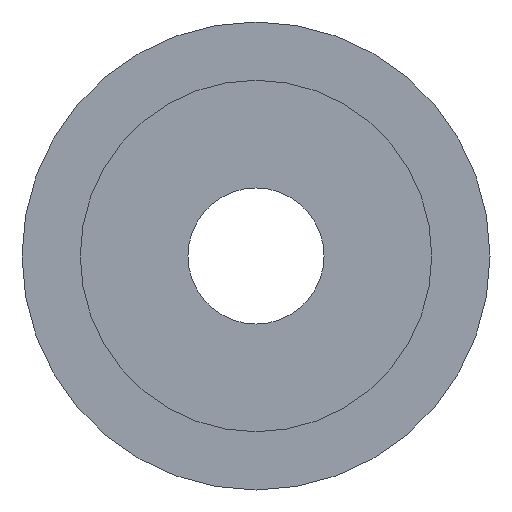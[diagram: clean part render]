
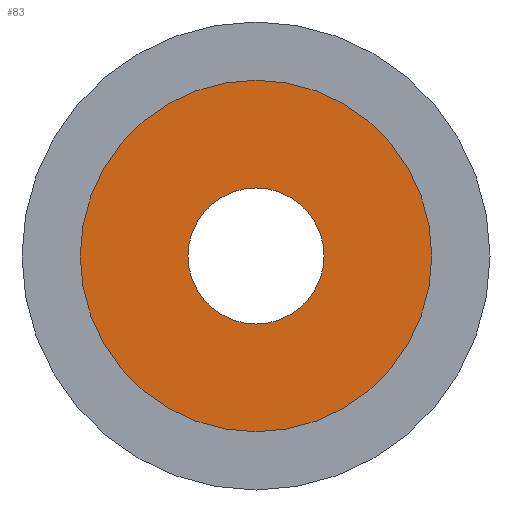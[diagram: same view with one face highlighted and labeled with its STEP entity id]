
A CAD part, front view. The second image highlights one B-rep face of the part: STEP entity #83.
In plain terms, the highlighted planar face has unit normal (0, -1, 0).
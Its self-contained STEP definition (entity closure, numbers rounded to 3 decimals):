
#6 = VERTEX_POINT ( 'NONE', #494 ) ;
#7 = DIRECTION ( 'NONE',  ( 0., -1., 0. ) ) ;
#11 = VERTEX_POINT ( 'NONE', #58 ) ;
#46 = FACE_BOUND ( 'NONE', #596, .T. ) ;
#58 = CARTESIAN_POINT ( 'NONE',  ( 0., 2.5, -8. ) ) ;
#70 = CIRCLE ( 'NONE', #257, 8. ) ;
#72 = PLANE ( 'NONE',  #369 ) ;
#83 = ADVANCED_FACE ( 'NONE', ( #235, #46 ), #72, .T. ) ;
#93 = EDGE_CURVE ( 'NONE', #11, #545, #192, .T. ) ;
#122 = AXIS2_PLACEMENT_3D ( 'NONE', #305, #310, #312 ) ;
#137 = CARTESIAN_POINT ( 'NONE',  ( 0., 2.5, 0. ) ) ;
#143 = DIRECTION ( 'NONE',  ( 0., -1., 0. ) ) ;
#145 = DIRECTION ( 'NONE',  ( 0., 0., -1. ) ) ;
#149 = CARTESIAN_POINT ( 'NONE',  ( 0., 2.5, -20.65 ) ) ;
#158 = AXIS2_PLACEMENT_3D ( 'NONE', #566, #569, #614 ) ;
#160 = ORIENTED_EDGE ( 'NONE', *, *, #93, .F. ) ;
#192 = CIRCLE ( 'NONE', #265, 8. ) ;
#235 = FACE_OUTER_BOUND ( 'NONE', #504, .T. ) ;
#249 = ORIENTED_EDGE ( 'NONE', *, *, #280, .F. ) ;
#257 = AXIS2_PLACEMENT_3D ( 'NONE', #137, #143, #145 ) ;
#265 = AXIS2_PLACEMENT_3D ( 'NONE', #451, #7, #396 ) ;
#280 = EDGE_CURVE ( 'NONE', #545, #11, #70, .T. ) ;
#297 = DIRECTION ( 'NONE',  ( 0., -1., 0. ) ) ;
#305 = CARTESIAN_POINT ( 'NONE',  ( 0., 2.5, 0. ) ) ;
#310 = DIRECTION ( 'NONE',  ( 0., -1., 0. ) ) ;
#312 = DIRECTION ( 'NONE',  ( 0., 0., -1. ) ) ;
#369 = AXIS2_PLACEMENT_3D ( 'NONE', #618, #297, #559 ) ;
#386 = CIRCLE ( 'NONE', #122, 20.65 ) ;
#396 = DIRECTION ( 'NONE',  ( 0., 0., -1. ) ) ;
#414 = EDGE_CURVE ( 'NONE', #6, #496, #434, .T. ) ;
#434 = CIRCLE ( 'NONE', #158, 20.65 ) ;
#451 = CARTESIAN_POINT ( 'NONE',  ( 0., 2.5, 0. ) ) ;
#477 = CARTESIAN_POINT ( 'NONE',  ( 0., 2.5, 8. ) ) ;
#494 = CARTESIAN_POINT ( 'NONE',  ( 0., 2.5, 20.65 ) ) ;
#496 = VERTEX_POINT ( 'NONE', #149 ) ;
#504 = EDGE_LOOP ( 'NONE', ( #628, #531 ) ) ;
#531 = ORIENTED_EDGE ( 'NONE', *, *, #414, .T. ) ;
#544 = EDGE_CURVE ( 'NONE', #496, #6, #386, .T. ) ;
#545 = VERTEX_POINT ( 'NONE', #477 ) ;
#559 = DIRECTION ( 'NONE',  ( 0., 0., -1. ) ) ;
#566 = CARTESIAN_POINT ( 'NONE',  ( 0., 2.5, 0. ) ) ;
#569 = DIRECTION ( 'NONE',  ( 0., -1., 0. ) ) ;
#596 = EDGE_LOOP ( 'NONE', ( #160, #249 ) ) ;
#614 = DIRECTION ( 'NONE',  ( 0., 0., -1. ) ) ;
#618 = CARTESIAN_POINT ( 'NONE',  ( 8., 2.5, 0. ) ) ;
#628 = ORIENTED_EDGE ( 'NONE', *, *, #544, .T. ) ;
